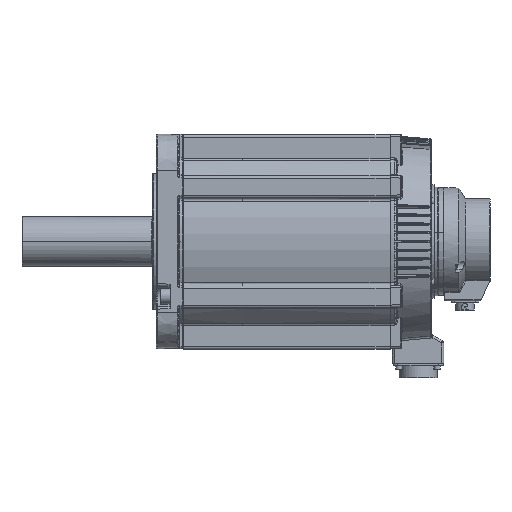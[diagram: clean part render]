
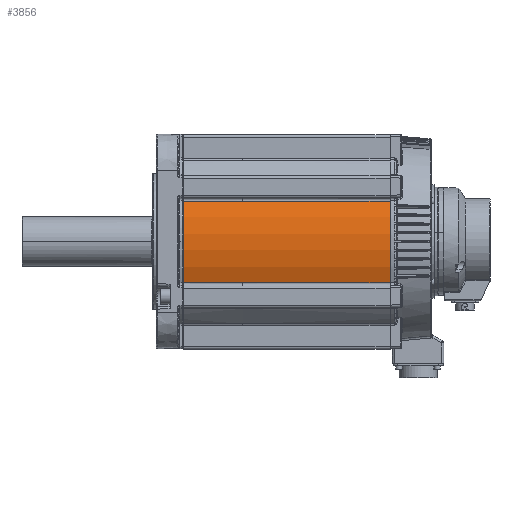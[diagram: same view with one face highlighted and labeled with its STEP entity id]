
A CAD part, left-side view. The second image highlights one B-rep face of the part: STEP entity #3856.
In plain terms, the highlighted cylindrical face has radius 88.75 mm (diameter 177.5 mm), a partial arc.
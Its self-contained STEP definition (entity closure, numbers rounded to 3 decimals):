
#1306=CARTESIAN_POINT('',(0.25,-50.,-0.433));
#1307=DIRECTION('',(0.,-1.,0.));
#1308=DIRECTION('',(-0.922,0.,0.386));
#1309=AXIS2_PLACEMENT_3D('',#1306,#1307,#1308);
#1763=CARTESIAN_POINT('',(0.25,124.,-0.433));
#1764=DIRECTION('',(0.,1.,0.));
#1765=DIRECTION('',(-0.922,0.,-0.386));
#1766=AXIS2_PLACEMENT_3D('',#1763,#1764,#1765);
#1775=CARTESIAN_POINT('',(-81.612,124.,-34.715));
#1952=DIRECTION('',(0.,1.,0.));
#1953=VECTOR('',#1952,124.);
#1954=CARTESIAN_POINT('',(-81.612,-50.,-34.715));
#1955=LINE('',#1954,#1953);
#1956=DIRECTION('',(0.,1.,0.));
#1957=VECTOR('',#1956,50.);
#1958=CARTESIAN_POINT('',(-81.613,74.,-34.711));
#1959=LINE('',#1958,#1957);
#1964=DIRECTION('',(0.,-1.,0.));
#1965=VECTOR('',#1964,124.);
#1966=CARTESIAN_POINT('',(-81.613,74.,33.845));
#1967=LINE('',#1966,#1965);
#1981=DIRECTION('',(0.,-1.,0.));
#1982=VECTOR('',#1981,50.);
#1983=CARTESIAN_POINT('',(-81.612,124.,33.848));
#1984=LINE('',#1983,#1982);
#2842=CARTESIAN_POINT('',(-81.612,124.,33.848));
#2843=CARTESIAN_POINT('',(-81.613,74.,33.845));
#2844=VERTEX_POINT('',#2842);
#2845=VERTEX_POINT('',#2843);
#2860=VERTEX_POINT('',#1775);
#2873=CARTESIAN_POINT('',(-81.612,-50.,-34.715));
#2874=CARTESIAN_POINT('',(-81.613,74.,-34.711));
#2875=VERTEX_POINT('',#2873);
#2876=VERTEX_POINT('',#2874);
#2955=CARTESIAN_POINT('',(-81.612,-50.,33.848));
#2956=VERTEX_POINT('',#2955);
#3841=CARTESIAN_POINT('',(0.25,-50.,-0.433));
#3842=DIRECTION('',(0.,1.,0.));
#3843=DIRECTION('',(0.,0.,1.));
#3844=AXIS2_PLACEMENT_3D('',#3841,#3842,#3843);
#3845=CYLINDRICAL_SURFACE('',#3844,88.75);
#3847=ORIENTED_EDGE('',*,*,#3846,.T.);
#3848=ORIENTED_EDGE('',*,*,#3217,.T.);
#3849=ORIENTED_EDGE('',*,*,#3822,.T.);
#3850=ORIENTED_EDGE('',*,*,#3834,.T.);
#3851=ORIENTED_EDGE('',*,*,#3552,.T.);
#3853=ORIENTED_EDGE('',*,*,#3852,.T.);
#3854=EDGE_LOOP('',(#3847,#3848,#3849,#3850,#3851,#3853));
#3855=FACE_OUTER_BOUND('',#3854,.F.);
#3856=ADVANCED_FACE('',(#3855),#3845,.T.);
#1310=CIRCLE('',#1309,88.75);
#1767=CIRCLE('',#1766,88.75);
#3217=EDGE_CURVE('',#2956,#2875,#1310,.T.);
#3552=EDGE_CURVE('',#2860,#2844,#1767,.T.);
#3822=EDGE_CURVE('',#2875,#2876,#1955,.T.);
#3834=EDGE_CURVE('',#2876,#2860,#1959,.T.);
#3846=EDGE_CURVE('',#2845,#2956,#1967,.T.);
#3852=EDGE_CURVE('',#2844,#2845,#1984,.T.);
